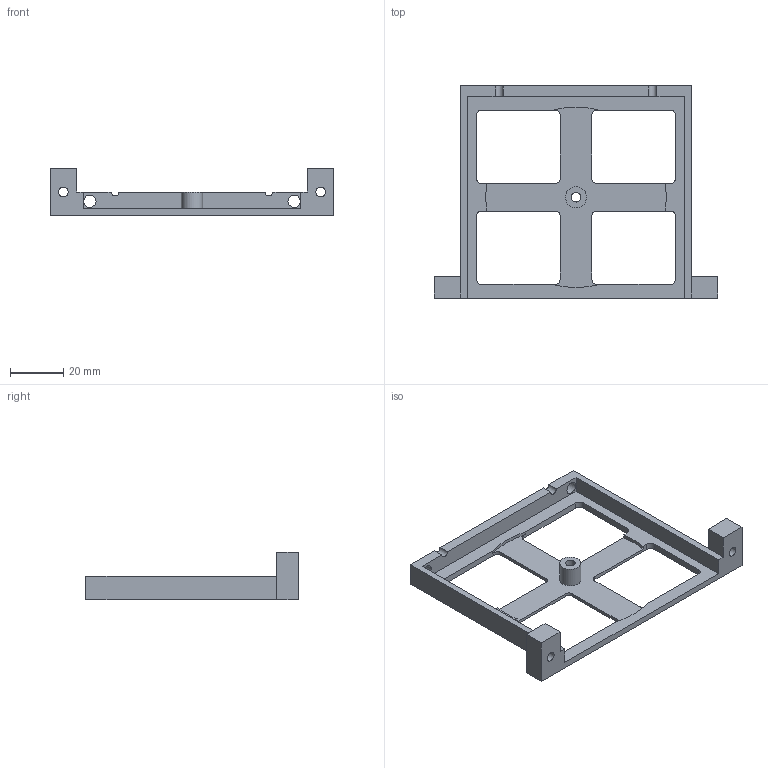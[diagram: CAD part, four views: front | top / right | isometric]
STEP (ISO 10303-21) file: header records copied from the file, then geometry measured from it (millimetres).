
FILE_DESCRIPTION(('Open CASCADE Model'),'2;1');
FILE_NAME('Open CASCADE Shape Model','2022-07-01T08:43:47',('Author'),( 'Open CASCADE'),'Open CASCADE STEP processor 7.5','Open CASCADE 7.5' ,'Unknown');
FILE_SCHEMA(('AUTOMOTIVE_DESIGN { 1 0 10303 214 1 1 1 1 }'));
Length unit declared in the file: millimetre
Products named in the file (1): Open CASCADE STEP translator 7.5 2
Bounding box: 107 x 80 x 17.8 mm (x, y, z)
Volume: 14238 mm3; surface area: 13691.6 mm2
Topology: 1 solids, 1 shells, 72 faces, 205 edges, 136 vertices
Faces by surface type: plane 41, cylinder 31
Full cylindrical faces by diameter (mm): 3.6 x3, 4.639 x2, 6.28 x3, 8 x1
Entity records: 5186 total; most frequent: CARTESIAN_POINT 1064, DIRECTION 783, LINE 491, VECTOR 491, ORIENTED_EDGE 410, PCURVE 410, DEFINITIONAL_REPRESENTATION 410, EDGE_CURVE 205
